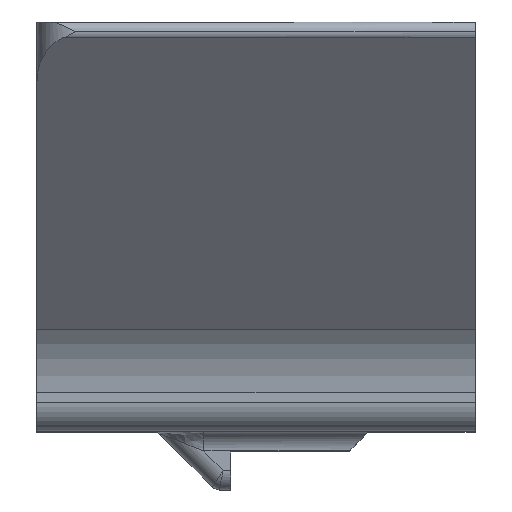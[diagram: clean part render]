
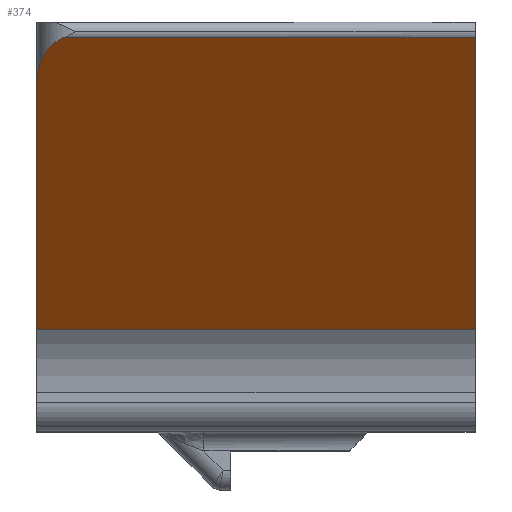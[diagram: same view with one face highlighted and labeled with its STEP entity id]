
A CAD part, top view. The second image highlights one B-rep face of the part: STEP entity #374.
In plain terms, the highlighted planar face has unit normal (0, -0.643, 0.766).
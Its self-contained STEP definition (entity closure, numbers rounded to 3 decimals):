
#40 = FACE_OUTER_BOUND ( 'NONE', #2151, .T. ) ;
#114 = CARTESIAN_POINT ( 'NONE',  ( 1.006, 132.655, -4.967 ) ) ;
#153 = CARTESIAN_POINT ( 'NONE',  ( 2.652, 133.357, -4.378 ) ) ;
#239 = LINE ( 'NONE', #788, #3296 ) ;
#310 = DIRECTION ( 'NONE',  ( 0., 0.643, -0.766 ) ) ;
#374 = ADVANCED_FACE ( 'NONE', ( #40 ), #3693, .F. ) ;
#447 = CARTESIAN_POINT ( 'NONE',  ( 0., 128.869, -8.145 ) ) ;
#455 = CARTESIAN_POINT ( 'NONE',  ( 52., 133.357, -4.378 ) ) ;
#487 = ORIENTED_EDGE ( 'NONE', *, *, #2551, .T. ) ;
#490 = CARTESIAN_POINT ( 'NONE',  ( 52., 103.416, -29.502 ) ) ;
#507 = VERTEX_POINT ( 'NONE', #716 ) ;
#514 = VECTOR ( 'NONE', #805, 1000. ) ;
#647 = VERTEX_POINT ( 'NONE', #1098 ) ;
#686 = ORIENTED_EDGE ( 'NONE', *, *, #2912, .T. ) ;
#692 = CARTESIAN_POINT ( 'NONE',  ( 0., 130.952, -6.397 ) ) ;
#716 = CARTESIAN_POINT ( 'NONE',  ( 45., 103.416, -29.502 ) ) ;
#788 = CARTESIAN_POINT ( 'NONE',  ( 45., 93., -38.242 ) ) ;
#805 = DIRECTION ( 'NONE',  ( 0., -0.766, -0.643 ) ) ;
#843 = VECTOR ( 'NONE', #1447, 1000. ) ;
#909 = EDGE_CURVE ( 'NONE', #647, #1789, #1072, .T. ) ;
#1022 = DIRECTION ( 'NONE',  ( -1., 0., 0. ) ) ;
#1072 =( BOUNDED_CURVE ( )  B_SPLINE_CURVE ( 3, ( #153, #114, #692, #447 ),
 .UNSPECIFIED., .F., .T. ) 
 B_SPLINE_CURVE_WITH_KNOTS ( ( 4, 4 ),
 ( 0.344, 1.571 ),
 .UNSPECIFIED. ) 
 CURVE ( )  GEOMETRIC_REPRESENTATION_ITEM ( )  RATIONAL_B_SPLINE_CURVE ( ( 1., 0.878, 0.878, 1. ) ) 
 REPRESENTATION_ITEM ( '' )  );
#1078 = LINE ( 'NONE', #455, #1920 ) ;
#1098 = CARTESIAN_POINT ( 'NONE',  ( 2.652, 133.357, -4.378 ) ) ;
#1144 = CARTESIAN_POINT ( 'NONE',  ( 0., 93., -38.242 ) ) ;
#1171 = LINE ( 'NONE', #1144, #514 ) ;
#1356 = EDGE_CURVE ( 'NONE', #507, #2664, #239, .T. ) ;
#1447 = DIRECTION ( 'NONE',  ( 1., 0., 0. ) ) ;
#1789 = VERTEX_POINT ( 'NONE', #3855 ) ;
#1920 = VECTOR ( 'NONE', #1022, 1000. ) ;
#2151 = EDGE_LOOP ( 'NONE', ( #487, #2997, #686, #3689, #3482 ) ) ;
#2325 = CARTESIAN_POINT ( 'NONE',  ( 0., 103.416, -29.502 ) ) ;
#2436 = DIRECTION ( 'NONE',  ( 0., 0.766, 0.643 ) ) ;
#2516 = AXIS2_PLACEMENT_3D ( 'NONE', #2793, #310, #2436 ) ;
#2551 = EDGE_CURVE ( 'NONE', #2664, #647, #1078, .T. ) ;
#2620 = EDGE_CURVE ( 'NONE', #3472, #507, #3537, .T. ) ;
#2664 = VERTEX_POINT ( 'NONE', #2695 ) ;
#2695 = CARTESIAN_POINT ( 'NONE',  ( 45., 133.357, -4.378 ) ) ;
#2793 = CARTESIAN_POINT ( 'NONE',  ( 52., 93., -38.242 ) ) ;
#2912 = EDGE_CURVE ( 'NONE', #1789, #3472, #1171, .T. ) ;
#2997 = ORIENTED_EDGE ( 'NONE', *, *, #909, .T. ) ;
#3241 = DIRECTION ( 'NONE',  ( 0., 0.766, 0.643 ) ) ;
#3296 = VECTOR ( 'NONE', #3241, 1000. ) ;
#3472 = VERTEX_POINT ( 'NONE', #2325 ) ;
#3482 = ORIENTED_EDGE ( 'NONE', *, *, #1356, .T. ) ;
#3537 = LINE ( 'NONE', #490, #843 ) ;
#3689 = ORIENTED_EDGE ( 'NONE', *, *, #2620, .T. ) ;
#3693 = PLANE ( 'NONE',  #2516 ) ;
#3855 = CARTESIAN_POINT ( 'NONE',  ( 0., 128.869, -8.145 ) ) ;
